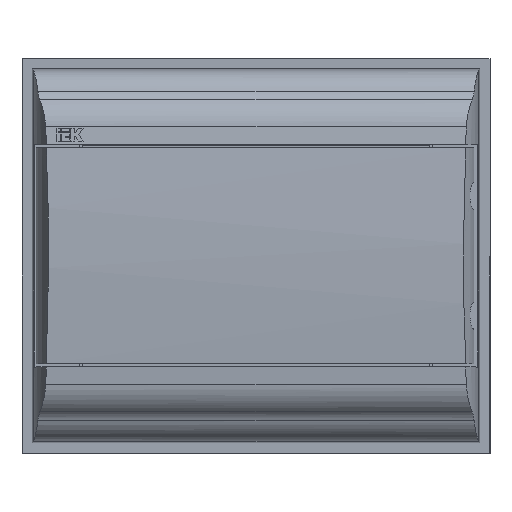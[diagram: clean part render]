
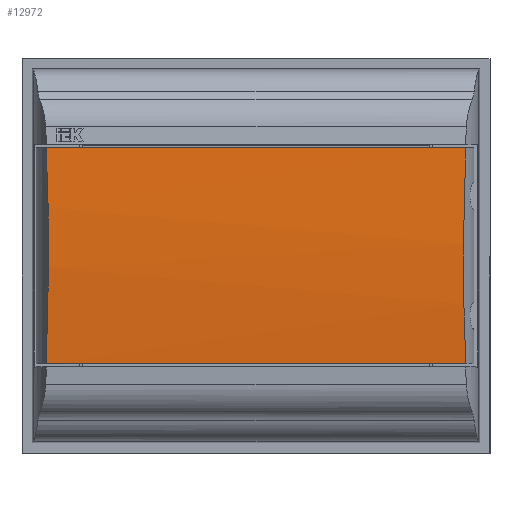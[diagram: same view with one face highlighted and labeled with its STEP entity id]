
A CAD part, top view. The second image highlights one B-rep face of the part: STEP entity #12972.
In plain terms, the highlighted cylindrical face has radius 600 mm (diameter 1200 mm), a partial arc.
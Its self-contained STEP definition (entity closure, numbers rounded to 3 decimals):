
#2472 = CARTESIAN_POINT ( 'NONE',  ( -110.303, -54.2, 104.947 ) ) ;
#3628 = CARTESIAN_POINT ( 'NONE',  ( -104.644, 36.133, 106.379 ) ) ;
#3633 = CARTESIAN_POINT ( 'NONE',  ( -105.31, -54.2, 104.947 ) ) ;
#4542 = EDGE_CURVE ( 'NONE', #45075, #84862, #89130, .T. ) ;
#4633 = CARTESIAN_POINT ( 'NONE',  ( 104.941, -45.167, 105.766 ) ) ;
#10521 = CARTESIAN_POINT ( 'NONE',  ( -105.31, 54.2, 104.947 ) ) ;
#12972 = ADVANCED_FACE ( 'NONE', ( #23172 ), #55520, .T. ) ;
#20160 = VECTOR ( 'NONE', #85529, 1000. ) ;
#22283 = EDGE_LOOP ( 'NONE', ( #55774, #75760, #45515, #37205 ) ) ;
#23172 = FACE_OUTER_BOUND ( 'NONE', #22283, .T. ) ;
#24498 = CARTESIAN_POINT ( 'NONE',  ( -105.31, 54.2, 104.947 ) ) ;
#25044 = CARTESIAN_POINT ( 'NONE',  ( 105.31, 54.2, 104.947 ) ) ;
#25432 = VERTEX_POINT ( 'NONE', #44670 ) ;
#28667 = B_SPLINE_CURVE_WITH_KNOTS ( 'NONE', 3,
 ( #25044, #73221, #31960, #80142, #38910, #87067, #45848, #4633, #52777 ),
 .UNSPECIFIED., .F., .F.,
 ( 4, 2, 1, 2, 4 ),
 ( 0., 0.027, 0.054, 0.081, 0.108 ),
 .UNSPECIFIED. ) ;
#30200 = AXIS2_PLACEMENT_3D ( 'NONE', #33693, #40935, #89104 ) ;
#30951 = CARTESIAN_POINT ( 'NONE',  ( -104.941, -45.167, 105.766 ) ) ;
#31960 = CARTESIAN_POINT ( 'NONE',  ( 104.644, 36.133, 106.379 ) ) ;
#32301 = LINE ( 'NONE', #72775, #66766 ) ;
#33693 = CARTESIAN_POINT ( 'NONE',  ( -110.303, 0., -492.6 ) ) ;
#37205 = ORIENTED_EDGE ( 'NONE', *, *, #4542, .T. ) ;
#37897 = CARTESIAN_POINT ( 'NONE',  ( -104.242, -18.067, 107.196 ) ) ;
#38910 = CARTESIAN_POINT ( 'NONE',  ( 104.033, 0., 107.604 ) ) ;
#40935 = DIRECTION ( 'NONE',  ( 1., 0., 0. ) ) ;
#41294 = EDGE_CURVE ( 'NONE', #25432, #84862, #28667, .T. ) ;
#44670 = CARTESIAN_POINT ( 'NONE',  ( 105.31, 54.2, 104.947 ) ) ;
#44828 = CARTESIAN_POINT ( 'NONE',  ( -104.242, 18.067, 107.196 ) ) ;
#45075 = VERTEX_POINT ( 'NONE', #3633 ) ;
#45515 = ORIENTED_EDGE ( 'NONE', *, *, #77523, .F. ) ;
#45848 = CARTESIAN_POINT ( 'NONE',  ( 104.644, -36.133, 106.379 ) ) ;
#51765 = CARTESIAN_POINT ( 'NONE',  ( -104.941, 45.167, 105.766 ) ) ;
#52777 = CARTESIAN_POINT ( 'NONE',  ( 105.31, -54.2, 104.947 ) ) ;
#55520 = CYLINDRICAL_SURFACE ( 'NONE', #30200, 600. ) ;
#55774 = ORIENTED_EDGE ( 'NONE', *, *, #41294, .F. ) ;
#65255 = CARTESIAN_POINT ( 'NONE',  ( -105.31, -54.2, 104.947 ) ) ;
#66572 = B_SPLINE_CURVE_WITH_KNOTS ( 'NONE', 3,
 ( #65255, #30951, #79112, #37897, #86077, #44828, #3628, #51765, #10521 ),
 .UNSPECIFIED., .F., .F.,
 ( 4, 2, 1, 2, 4 ),
 ( 0., 0.027, 0.054, 0.081, 0.108 ),
 .UNSPECIFIED. ) ;
#66766 = VECTOR ( 'NONE', #86656, 1000. ) ;
#69674 = EDGE_CURVE ( 'NONE', #78011, #25432, #32301, .T. ) ;
#72775 = CARTESIAN_POINT ( 'NONE',  ( -110.303, 54.2, 104.947 ) ) ;
#73221 = CARTESIAN_POINT ( 'NONE',  ( 104.941, 45.167, 105.766 ) ) ;
#75760 = ORIENTED_EDGE ( 'NONE', *, *, #69674, .F. ) ;
#77523 = EDGE_CURVE ( 'NONE', #45075, #78011, #66572, .T. ) ;
#78011 = VERTEX_POINT ( 'NONE', #24498 ) ;
#79112 = CARTESIAN_POINT ( 'NONE',  ( -104.644, -36.133, 106.379 ) ) ;
#80142 = CARTESIAN_POINT ( 'NONE',  ( 104.242, 18.067, 107.196 ) ) ;
#80700 = CARTESIAN_POINT ( 'NONE',  ( 105.31, -54.2, 104.947 ) ) ;
#84862 = VERTEX_POINT ( 'NONE', #80700 ) ;
#85529 = DIRECTION ( 'NONE',  ( 1., 0., 0. ) ) ;
#86077 = CARTESIAN_POINT ( 'NONE',  ( -104.033, 0., 107.604 ) ) ;
#86656 = DIRECTION ( 'NONE',  ( 1., 0., 0. ) ) ;
#87067 = CARTESIAN_POINT ( 'NONE',  ( 104.242, -18.067, 107.196 ) ) ;
#89104 = DIRECTION ( 'NONE',  ( 0., 0., -1. ) ) ;
#89130 = LINE ( 'NONE', #2472, #20160 ) ;
